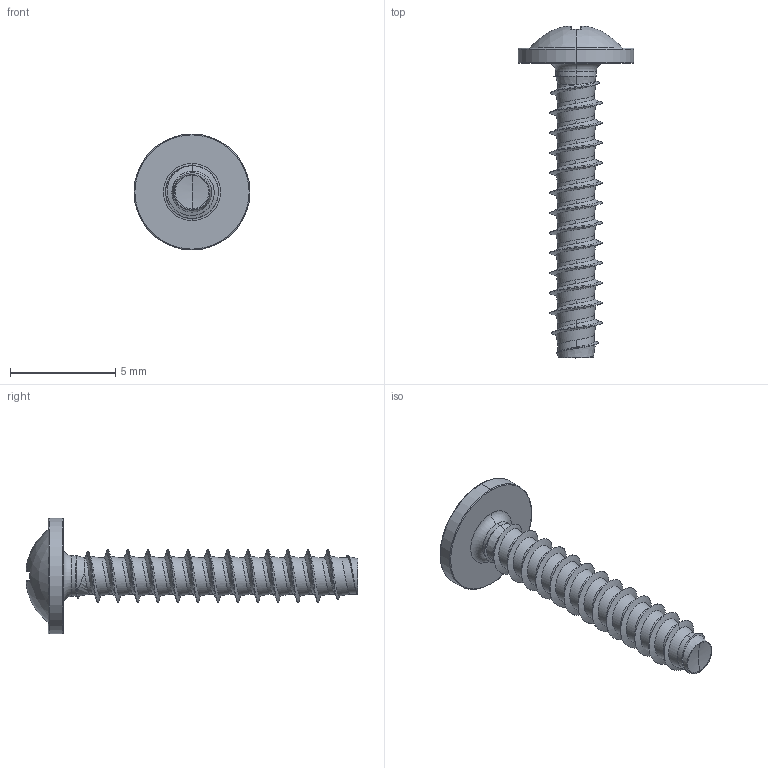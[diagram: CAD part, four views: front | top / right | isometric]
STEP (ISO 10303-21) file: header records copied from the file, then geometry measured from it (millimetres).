
FILE_DESCRIPTION (( 'STEP AP203' ), '1' );
FILE_NAME ('STP210250140.STEP', '2017-08-14T17:04:17', ( '' ), ( '' ), 'SwSTEP 2.0', 'SolidWorks 2015', '' );
FILE_SCHEMA (( 'CONFIG_CONTROL_DESIGN' ));
Length unit declared in the file: millimetre
Products named in the file (1): STP210250140
Bounding box: 5.5 x 15.76 x 5.5 mm (x, y, z)
Volume: 63.1 mm3; surface area: 192.9 mm2
Topology: 1 solids, 1 shells, 198 faces, 476 edges, 281 vertices
Faces by surface type: bspline 55, cylinder 54, plane 31, torus 30, sphere 20, cone 8
Entity records: 23240 total; most frequent: CARTESIAN_POINT 19092, ORIENTED_EDGE 948, DIRECTION 760, EDGE_CURVE 474, AXIS2_PLACEMENT_3D 331, VERTEX_POINT 281, EDGE_LOOP 201, FACE_OUTER_BOUND 198
